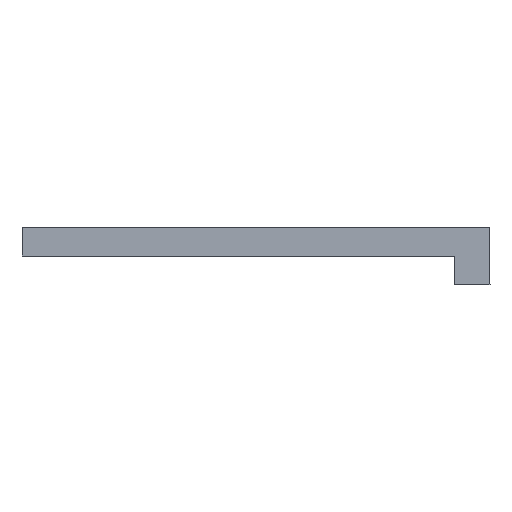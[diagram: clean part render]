
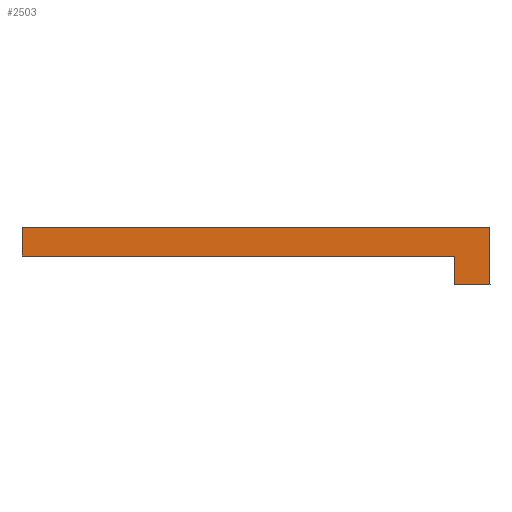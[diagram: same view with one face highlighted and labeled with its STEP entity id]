
A CAD part, front view. The second image highlights one B-rep face of the part: STEP entity #2503.
In plain terms, the highlighted planar face has unit normal (0, -1, 0).
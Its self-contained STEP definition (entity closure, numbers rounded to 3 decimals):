
#1841=CARTESIAN_POINT('',(-354.989,1206.5,488.));
#1842=VERTEX_POINT('',#1841);
#1849=CARTESIAN_POINT('',(-290.,1206.5,488.));
#1850=VERTEX_POINT('',#1849);
#1851=CARTESIAN_POINT('',(-354.989,1206.5,488.));
#1852=DIRECTION('',(1.,-0.,-0.));
#1853=VECTOR('',#1852,64.989);
#1854=LINE('',#1851,#1853);
#1855=EDGE_CURVE('',#1842,#1850,#1854,.T.);
#2182=CARTESIAN_POINT('',(-294.989,1206.5,484.));
#2183=VERTEX_POINT('',#2182);
#2190=CARTESIAN_POINT('',(-354.989,1206.5,484.));
#2191=VERTEX_POINT('',#2190);
#2192=CARTESIAN_POINT('',(-294.989,1206.5,484.));
#2193=DIRECTION('',(-1.,0.,0.));
#2194=VECTOR('',#2193,60.);
#2195=LINE('',#2192,#2194);
#2196=EDGE_CURVE('',#2183,#2191,#2195,.T.);
#2351=CARTESIAN_POINT('',(-294.989,1206.5,480.));
#2352=VERTEX_POINT('',#2351);
#2359=CARTESIAN_POINT('',(-294.989,1206.5,480.));
#2360=DIRECTION('',(0.,0.,1.));
#2361=VECTOR('',#2360,4.);
#2362=LINE('',#2359,#2361);
#2363=EDGE_CURVE('',#2352,#2183,#2362,.T.);
#2424=CARTESIAN_POINT('',(-290.,1206.5,480.));
#2425=VERTEX_POINT('',#2424);
#2432=CARTESIAN_POINT('',(-294.989,1206.5,480.));
#2433=DIRECTION('',(1.,0.,-0.));
#2434=VECTOR('',#2433,4.989);
#2435=LINE('',#2432,#2434);
#2436=EDGE_CURVE('',#2352,#2425,#2435,.T.);
#2480=CARTESIAN_POINT('',(-292.495,1206.5,480.));
#2481=DIRECTION('',(0.,-1.,0.));
#2482=DIRECTION('',(1.,0.,-0.));
#2483=AXIS2_PLACEMENT_3D('',#2480,#2481,#2482);
#2484=PLANE('',#2483);
#2485=ORIENTED_EDGE('',*,*,#1855,.F.);
#2486=CARTESIAN_POINT('',(-354.989,1206.5,484.));
#2487=DIRECTION('',(0.,0.,1.));
#2488=VECTOR('',#2487,4.);
#2489=LINE('',#2486,#2488);
#2490=EDGE_CURVE('',#2191,#1842,#2489,.T.);
#2491=ORIENTED_EDGE('',*,*,#2490,.F.);
#2492=ORIENTED_EDGE('',*,*,#2196,.F.);
#2493=ORIENTED_EDGE('',*,*,#2363,.F.);
#2494=ORIENTED_EDGE('',*,*,#2436,.T.);
#2495=CARTESIAN_POINT('',(-290.,1206.5,480.));
#2496=DIRECTION('',(0.,0.,1.));
#2497=VECTOR('',#2496,8.);
#2498=LINE('',#2495,#2497);
#2499=EDGE_CURVE('',#2425,#1850,#2498,.T.);
#2500=ORIENTED_EDGE('',*,*,#2499,.T.);
#2501=EDGE_LOOP('',(#2485,#2491,#2492,#2493,#2494,#2500));
#2502=FACE_BOUND('',#2501,.T.);
#2503=ADVANCED_FACE('',(#2502),#2484,.T.);
